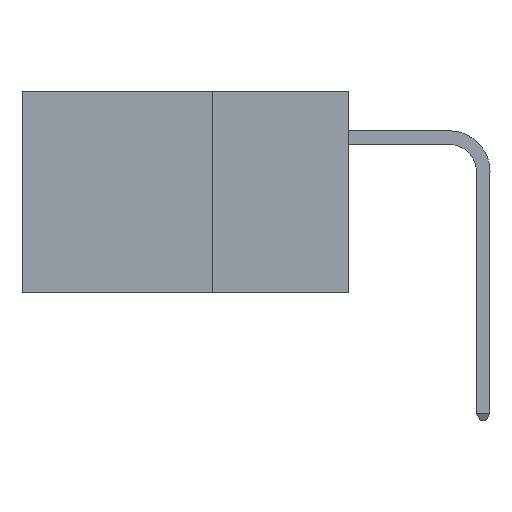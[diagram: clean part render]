
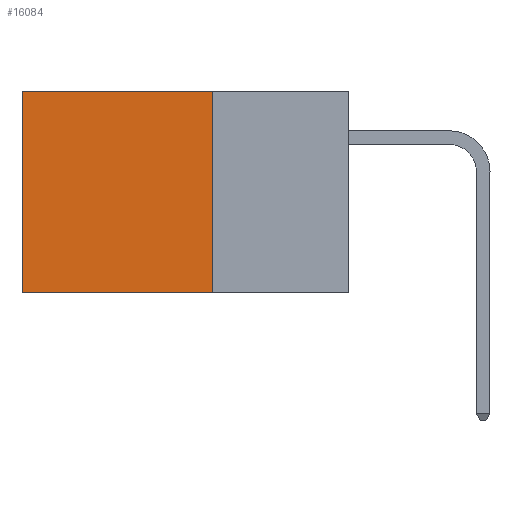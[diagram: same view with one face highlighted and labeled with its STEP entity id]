
A CAD part, left-side view. The second image highlights one B-rep face of the part: STEP entity #16084.
In plain terms, the highlighted planar face has unit normal (-1, 0, 0).
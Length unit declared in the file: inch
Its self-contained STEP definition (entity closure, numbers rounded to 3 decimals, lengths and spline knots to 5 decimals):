
#83 = CARTESIAN_POINT ( 'NONE',  ( 0.2875, 0.6, 0. ) ) ;
#146 = VERTEX_POINT ( 'NONE', #5084 ) ;
#316 = CARTESIAN_POINT ( 'NONE',  ( 0.2875, 0.25, 0. ) ) ;
#849 = LINE ( 'NONE', #316, #16700 ) ;
#1261 = DIRECTION ( 'NONE',  ( 1., 0., 0. ) ) ;
#1590 = EDGE_LOOP ( 'NONE', ( #4548, #12943, #8910, #12051 ) ) ;
#2817 = AXIS2_PLACEMENT_3D ( 'NONE', #13101, #1261, #11689 ) ;
#4465 = EDGE_CURVE ( 'NONE', #18073, #146, #18514, .T. ) ;
#4548 = ORIENTED_EDGE ( 'NONE', *, *, #4465, .T. ) ;
#5084 = CARTESIAN_POINT ( 'NONE',  ( 0.2875, 0.6, -0.37 ) ) ;
#5664 = LINE ( 'NONE', #8870, #9124 ) ;
#6306 = CARTESIAN_POINT ( 'NONE',  ( 0.2875, 0.25, 0. ) ) ;
#6381 = VERTEX_POINT ( 'NONE', #12286 ) ;
#6927 = VECTOR ( 'NONE', #16677, 39.37008 ) ;
#7490 = EDGE_CURVE ( 'NONE', #6381, #146, #5664, .T. ) ;
#8870 = CARTESIAN_POINT ( 'NONE',  ( 0.2875, 0.25, -0.37 ) ) ;
#8910 = ORIENTED_EDGE ( 'NONE', *, *, #10958, .F. ) ;
#9124 = VECTOR ( 'NONE', #10310, 39.37008 ) ;
#10099 = CARTESIAN_POINT ( 'NONE',  ( 0.2875, 0.25, 0. ) ) ;
#10208 = PLANE ( 'NONE',  #2817 ) ;
#10310 = DIRECTION ( 'NONE',  ( 0., 1., 0. ) ) ;
#10671 = VECTOR ( 'NONE', #13379, 39.37008 ) ;
#10798 = DIRECTION ( 'NONE',  ( 0., 1., 0. ) ) ;
#10958 = EDGE_CURVE ( 'NONE', #13969, #6381, #18263, .T. ) ;
#11651 = FACE_OUTER_BOUND ( 'NONE', #1590, .T. ) ;
#11689 = DIRECTION ( 'NONE',  ( 0., 0., -1. ) ) ;
#11891 = CARTESIAN_POINT ( 'NONE',  ( 0.2875, 0.6, 0. ) ) ;
#12051 = ORIENTED_EDGE ( 'NONE', *, *, #17519, .T. ) ;
#12286 = CARTESIAN_POINT ( 'NONE',  ( 0.2875, 0.25, -0.37 ) ) ;
#12943 = ORIENTED_EDGE ( 'NONE', *, *, #7490, .F. ) ;
#13101 = CARTESIAN_POINT ( 'NONE',  ( 0.2875, 0.25, 0. ) ) ;
#13379 = DIRECTION ( 'NONE',  ( 0., 0., -1. ) ) ;
#13969 = VERTEX_POINT ( 'NONE', #10099 ) ;
#16084 = ADVANCED_FACE ( 'NONE', ( #11651 ), #10208, .F. ) ;
#16677 = DIRECTION ( 'NONE',  ( 0., 0., -1. ) ) ;
#16700 = VECTOR ( 'NONE', #10798, 39.37008 ) ;
#17519 = EDGE_CURVE ( 'NONE', #13969, #18073, #849, .T. ) ;
#18073 = VERTEX_POINT ( 'NONE', #83 ) ;
#18263 = LINE ( 'NONE', #6306, #6927 ) ;
#18514 = LINE ( 'NONE', #11891, #10671 ) ;
